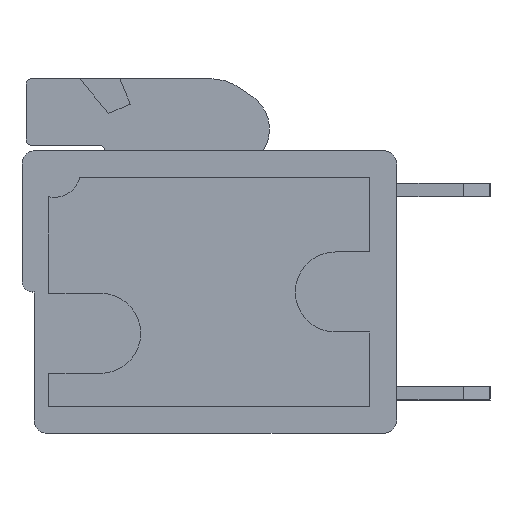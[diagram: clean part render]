
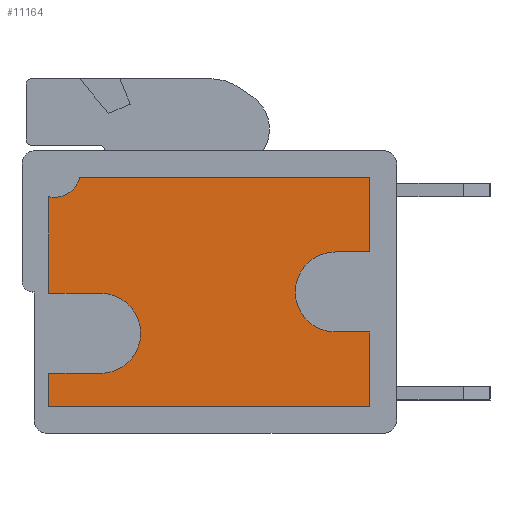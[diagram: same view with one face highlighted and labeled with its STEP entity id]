
A CAD part, left-side view. The second image highlights one B-rep face of the part: STEP entity #11164.
In plain terms, the highlighted face is planar.
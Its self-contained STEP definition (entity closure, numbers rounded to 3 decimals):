
#7 = ORIENTED_EDGE ( 'NONE', *, *, #12496, .T. ) ;
#16 = CARTESIAN_POINT ( 'NONE',  ( -11.1, 0.7, 5.35 ) ) ;
#224 = AXIS2_PLACEMENT_3D ( 'NONE', #5660, #12070, #5510 ) ;
#229 = LINE ( 'NONE', #2440, #3723 ) ;
#863 = EDGE_CURVE ( 'NONE', #2092, #4976, #2929, .T. ) ;
#1038 = DIRECTION ( 'NONE',  ( -1., 0., 0. ) ) ;
#1084 = LINE ( 'NONE', #2411, #13681 ) ;
#1179 = LINE ( 'NONE', #9981, #12832 ) ;
#1491 = DIRECTION ( 'NONE',  ( 0., 0., 1. ) ) ;
#1563 = ORIENTED_EDGE ( 'NONE', *, *, #13614, .T. ) ;
#1777 = CARTESIAN_POINT ( 'NONE',  ( -11.1, 0.7, 8.35 ) ) ;
#2092 = VERTEX_POINT ( 'NONE', #12772 ) ;
#2105 = CARTESIAN_POINT ( 'NONE',  ( -13.05, 0.7, 8.35 ) ) ;
#2153 = EDGE_CURVE ( 'NONE', #3890, #2092, #8228, .T. ) ;
#2155 = EDGE_CURVE ( 'NONE', #12666, #11560, #4994, .T. ) ;
#2411 = CARTESIAN_POINT ( 'NONE',  ( -2.3, 0.7, 3.8 ) ) ;
#2440 = CARTESIAN_POINT ( 'NONE',  ( -1., 0.7, 1. ) ) ;
#2452 = LINE ( 'NONE', #10155, #8378 ) ;
#2519 = VERTEX_POINT ( 'NONE', #7287 ) ;
#2658 = ORIENTED_EDGE ( 'NONE', *, *, #6612, .T. ) ;
#2839 = ORIENTED_EDGE ( 'NONE', *, *, #9960, .T. ) ;
#2917 = CARTESIAN_POINT ( 'NONE',  ( -13.05, 0.7, 8.35 ) ) ;
#2929 = LINE ( 'NONE', #9622, #11540 ) ;
#3136 = CARTESIAN_POINT ( 'NONE',  ( -1., 0.7, 1. ) ) ;
#3284 = DIRECTION ( 'NONE',  ( 0., 0., 1. ) ) ;
#3554 = VECTOR ( 'NONE', #1491, 1000. ) ;
#3561 = VECTOR ( 'NONE', #3751, 1000. ) ;
#3609 = CARTESIAN_POINT ( 'NONE',  ( 0., 0.7, 0. ) ) ;
#3624 = DIRECTION ( 'NONE',  ( 0., 0., 1. ) ) ;
#3653 = DIRECTION ( 'NONE',  ( -1., 0., 0. ) ) ;
#3657 = LINE ( 'NONE', #11449, #3554 ) ;
#3677 = ORIENTED_EDGE ( 'NONE', *, *, #9805, .T. ) ;
#3723 = VECTOR ( 'NONE', #1038, 1000. ) ;
#3751 = DIRECTION ( 'NONE',  ( 0., 0., 1. ) ) ;
#3757 = CARTESIAN_POINT ( 'NONE',  ( -2.3, 0.7, 5.3 ) ) ;
#3890 = VERTEX_POINT ( 'NONE', #9346 ) ;
#3946 = EDGE_CURVE ( 'NONE', #4120, #12666, #9176, .T. ) ;
#3987 = CARTESIAN_POINT ( 'NONE',  ( -2.3, 0.7, 3.8 ) ) ;
#4120 = VERTEX_POINT ( 'NONE', #1777 ) ;
#4295 = EDGE_CURVE ( 'NONE', #6987, #11560, #1179, .T. ) ;
#4483 = DIRECTION ( 'NONE',  ( 1., 0., 0. ) ) ;
#4501 = DIRECTION ( 'NONE',  ( 1., 0., 0. ) ) ;
#4875 = CARTESIAN_POINT ( 'NONE',  ( -11.882, 0.7, 1. ) ) ;
#4965 = FACE_OUTER_BOUND ( 'NONE', #8172, .T. ) ;
#4976 = VERTEX_POINT ( 'NONE', #9482 ) ;
#4994 = CIRCLE ( 'NONE', #8719, 1.5 ) ;
#5133 = DIRECTION ( 'NONE',  ( 0., 0., 1. ) ) ;
#5449 = CARTESIAN_POINT ( 'NONE',  ( -9.6, 0.7, 6.85 ) ) ;
#5510 = DIRECTION ( 'NONE',  ( 0.968, 0., 0.25 ) ) ;
#5660 = CARTESIAN_POINT ( 'NONE',  ( -12.85, 0.7, 0.75 ) ) ;
#6054 = LINE ( 'NONE', #9571, #8912 ) ;
#6151 = DIRECTION ( 'NONE',  ( 1., 0., 0. ) ) ;
#6162 = AXIS2_PLACEMENT_3D ( 'NONE', #3757, #8207, #3624 ) ;
#6182 = ORIENTED_EDGE ( 'NONE', *, *, #3946, .F. ) ;
#6320 = DIRECTION ( 'NONE',  ( 0., 1., 0. ) ) ;
#6580 = ORIENTED_EDGE ( 'NONE', *, *, #8151, .F. ) ;
#6612 = EDGE_CURVE ( 'NONE', #9325, #7636, #229, .T. ) ;
#6738 = CARTESIAN_POINT ( 'NONE',  ( -2.3, 0.7, 6.8 ) ) ;
#6955 = DIRECTION ( 'NONE',  ( 0., 1., 0. ) ) ;
#6987 = VERTEX_POINT ( 'NONE', #7802 ) ;
#7112 = LINE ( 'NONE', #13623, #3561 ) ;
#7193 = LINE ( 'NONE', #2917, #9462 ) ;
#7287 = CARTESIAN_POINT ( 'NONE',  ( -1., 0.7, 3.8 ) ) ;
#7636 = VERTEX_POINT ( 'NONE', #4875 ) ;
#7802 = CARTESIAN_POINT ( 'NONE',  ( -13.05, 0.7, 5.35 ) ) ;
#7813 = EDGE_CURVE ( 'NONE', #11735, #6987, #3657, .T. ) ;
#8067 = DIRECTION ( 'NONE',  ( 1., 0., 0. ) ) ;
#8149 = ORIENTED_EDGE ( 'NONE', *, *, #2153, .T. ) ;
#8151 = EDGE_CURVE ( 'NONE', #9973, #4120, #7193, .T. ) ;
#8172 = EDGE_LOOP ( 'NONE', ( #2839, #8149, #12408, #1563, #8572, #3677, #7, #2658, #10531, #9582, #10685, #13060, #6182, #6580 ) ) ;
#8207 = DIRECTION ( 'NONE',  ( 0., -1., 0. ) ) ;
#8228 = LINE ( 'NONE', #10433, #9607 ) ;
#8378 = VECTOR ( 'NONE', #3653, 1000. ) ;
#8468 = EDGE_CURVE ( 'NONE', #7636, #11735, #13320, .T. ) ;
#8572 = ORIENTED_EDGE ( 'NONE', *, *, #11893, .T. ) ;
#8719 = AXIS2_PLACEMENT_3D ( 'NONE', #9841, #6320, #3284 ) ;
#8756 = CARTESIAN_POINT ( 'NONE',  ( -11.1, 0.7, 6.85 ) ) ;
#8912 = VECTOR ( 'NONE', #10443, 1000. ) ;
#9176 = CIRCLE ( 'NONE', #12813, 1.5 ) ;
#9256 = VERTEX_POINT ( 'NONE', #3987 ) ;
#9325 = VERTEX_POINT ( 'NONE', #3136 ) ;
#9346 = CARTESIAN_POINT ( 'NONE',  ( -13.05, 0.7, 9.6 ) ) ;
#9365 = DIRECTION ( 'NONE',  ( 1., 0., 0. ) ) ;
#9462 = VECTOR ( 'NONE', #6151, 1000. ) ;
#9482 = CARTESIAN_POINT ( 'NONE',  ( -1., 0.7, 6.8 ) ) ;
#9571 = CARTESIAN_POINT ( 'NONE',  ( -1., 0.7, 3.8 ) ) ;
#9582 = ORIENTED_EDGE ( 'NONE', *, *, #7813, .T. ) ;
#9607 = VECTOR ( 'NONE', #9365, 1000. ) ;
#9622 = CARTESIAN_POINT ( 'NONE',  ( -1., 0.7, 9.6 ) ) ;
#9805 = EDGE_CURVE ( 'NONE', #9256, #2519, #1084, .T. ) ;
#9841 = CARTESIAN_POINT ( 'NONE',  ( -11.1, 0.7, 6.85 ) ) ;
#9960 = EDGE_CURVE ( 'NONE', #9973, #3890, #7112, .T. ) ;
#9973 = VERTEX_POINT ( 'NONE', #2105 ) ;
#9981 = CARTESIAN_POINT ( 'NONE',  ( -13.05, 0.7, 5.35 ) ) ;
#10155 = CARTESIAN_POINT ( 'NONE',  ( -1., 0.7, 6.8 ) ) ;
#10433 = CARTESIAN_POINT ( 'NONE',  ( -13.05, 0.7, 9.6 ) ) ;
#10443 = DIRECTION ( 'NONE',  ( 0., 0., -1. ) ) ;
#10531 = ORIENTED_EDGE ( 'NONE', *, *, #8468, .T. ) ;
#10685 = ORIENTED_EDGE ( 'NONE', *, *, #4295, .T. ) ;
#11164 = ADVANCED_FACE ( 'NONE', ( #4965 ), #11258, .T. ) ;
#11258 = PLANE ( 'NONE',  #12727 ) ;
#11259 = VERTEX_POINT ( 'NONE', #6738 ) ;
#11449 = CARTESIAN_POINT ( 'NONE',  ( -13.05, 0.7, 1.73 ) ) ;
#11540 = VECTOR ( 'NONE', #14001, 1000. ) ;
#11560 = VERTEX_POINT ( 'NONE', #16 ) ;
#11699 = DIRECTION ( 'NONE',  ( 0., 1., 0. ) ) ;
#11735 = VERTEX_POINT ( 'NONE', #11917 ) ;
#11893 = EDGE_CURVE ( 'NONE', #11259, #9256, #12348, .T. ) ;
#11917 = CARTESIAN_POINT ( 'NONE',  ( -13.05, 0.7, 1.73 ) ) ;
#12070 = DIRECTION ( 'NONE',  ( 0., -1., 0. ) ) ;
#12348 = CIRCLE ( 'NONE', #6162, 1.5 ) ;
#12408 = ORIENTED_EDGE ( 'NONE', *, *, #863, .T. ) ;
#12496 = EDGE_CURVE ( 'NONE', #2519, #9325, #6054, .T. ) ;
#12666 = VERTEX_POINT ( 'NONE', #5449 ) ;
#12727 = AXIS2_PLACEMENT_3D ( 'NONE', #3609, #6955, #8067 ) ;
#12772 = CARTESIAN_POINT ( 'NONE',  ( -1., 0.7, 9.6 ) ) ;
#12813 = AXIS2_PLACEMENT_3D ( 'NONE', #8756, #11699, #5133 ) ;
#12832 = VECTOR ( 'NONE', #4501, 1000. ) ;
#13060 = ORIENTED_EDGE ( 'NONE', *, *, #2155, .F. ) ;
#13320 = CIRCLE ( 'NONE', #224, 1. ) ;
#13614 = EDGE_CURVE ( 'NONE', #4976, #11259, #2452, .T. ) ;
#13623 = CARTESIAN_POINT ( 'NONE',  ( -13.05, 0.7, 8.35 ) ) ;
#13681 = VECTOR ( 'NONE', #4483, 1000. ) ;
#14001 = DIRECTION ( 'NONE',  ( 0., 0., -1. ) ) ;
